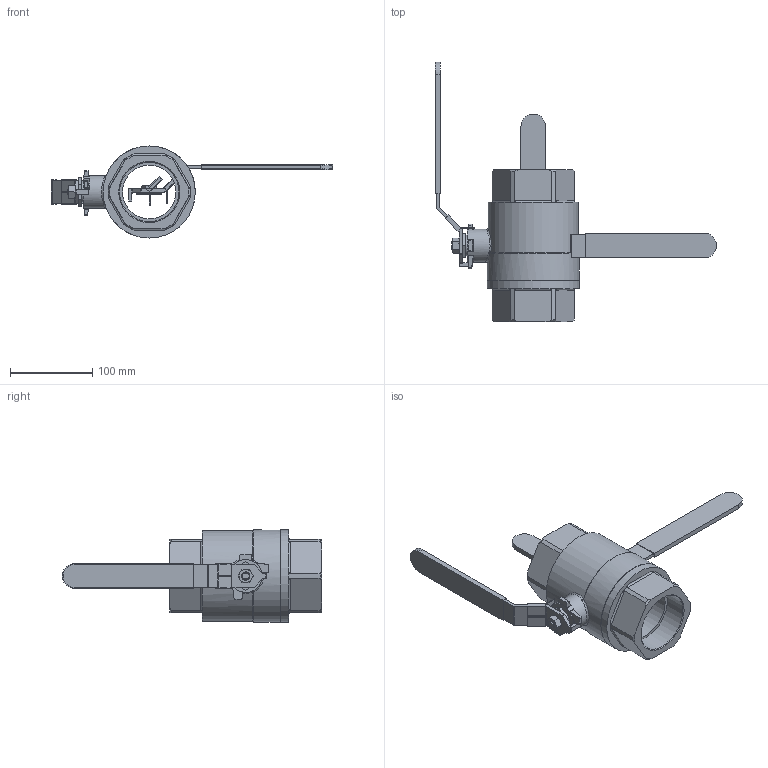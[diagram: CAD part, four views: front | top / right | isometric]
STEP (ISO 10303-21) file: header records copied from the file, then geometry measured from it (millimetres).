
FILE_DESCRIPTION( ( 'Unknown' ), '1' );
FILE_NAME( '8.105.065.stp', 'Unknown', ( 'Unknown' ), ( 'Unknown' ), 'PSStep 13.0', 'Unknown', ' ' );
FILE_SCHEMA( ( 'AUTOMOTIVE_DESIGN { 1 0 10303 214 1 1 1 1 }' ) );
Length unit declared in the file: millimetre
Products named in the file (7): Assem1; Hebel 065; Ummantelung 065; Lasche 065; 8.105.065; M10_MU.1_0
Bounding box: 342 x 315.5 x 112 mm (x, y, z)
Volume: 2007230.1 mm3; surface area: 362683.5 mm2
Topology: 13 solids, 13 shells, 519 faces, 1440 edges, 976 vertices
Faces by surface type: plane 278, cylinder 163, cone 58, bspline 20
Full cylindrical faces by diameter (mm): 25 x2, 40 x2, 65 x2, 72.226 x4, 110 x2, 111.5 x2, 112 x4
Entity records: 11950 total; most frequent: CARTESIAN_POINT 4583, ORIENTED_EDGE 1208, DIRECTION 1045, EDGE_CURVE 604, VERTEX_POINT 416, AXIS2_PLACEMENT_3D 373, LINE 299, VECTOR 299
